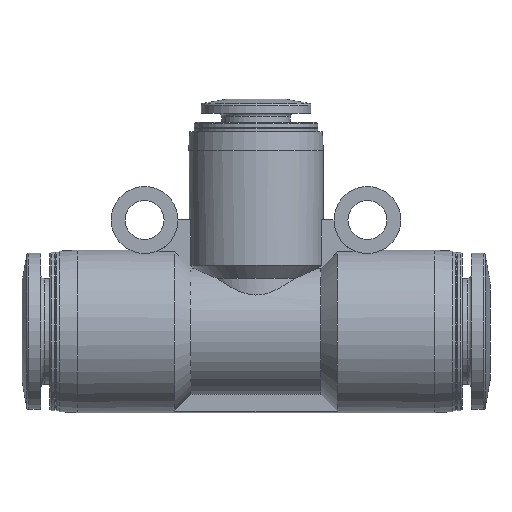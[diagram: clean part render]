
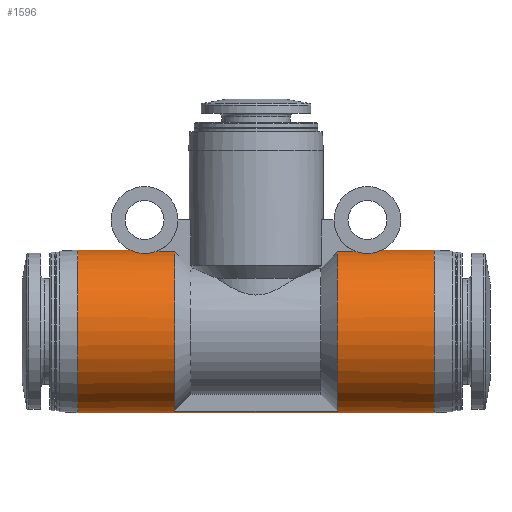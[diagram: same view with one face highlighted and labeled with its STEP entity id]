
A CAD part, front view. The second image highlights one B-rep face of the part: STEP entity #1596.
In plain terms, the highlighted cylindrical face has radius 8.75 mm (diameter 17.5 mm), a full revolution.
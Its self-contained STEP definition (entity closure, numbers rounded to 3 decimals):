
#62=LINE('',#2258,#84);
#66=LINE('',#2275,#88);
#69=LINE('',#2293,#91);
#70=LINE('',#2310,#92);
#74=LINE('',#2361,#96);
#75=LINE('',#2379,#97);
#84=VECTOR('',#1865,1000.);
#88=VECTOR('',#1875,1000.);
#91=VECTOR('',#1882,1000.);
#92=VECTOR('',#1885,1000.);
#96=VECTOR('',#1913,1000.);
#97=VECTOR('',#1916,1000.);
#115=B_SPLINE_CURVE_WITH_KNOTS('',3,(#2364,#2365,#2366,#2367,#2368,#2369,
#2370,#2371,#2372,#2373,#2374,#2375,#2376,#2377,#2378),.UNSPECIFIED.,.F.,
 .F.,(4,1,1,1,1,1,1,1,1,1,1,1,4),(0.002,0.002,
0.003,0.004,0.004,0.005,
0.006,0.008,0.009,0.009,
0.01,0.01,0.011),.UNSPECIFIED.);
#116=B_SPLINE_CURVE_WITH_KNOTS('',3,(#2380,#2381,#2382,#2383,#2384,#2385,
#2386,#2387,#2388,#2389,#2390,#2391,#2392,#2393,#2394),.UNSPECIFIED.,.F.,
 .F.,(4,1,1,1,1,1,1,1,1,1,1,1,4),(0.008,0.009,
0.009,0.01,0.011,0.012,
0.013,0.014,0.015,0.016,
0.016,0.017,0.017),.UNSPECIFIED.);
#122=CYLINDRICAL_SURFACE('',#1698,8.75);
#211=ORIENTED_EDGE('',*,*,#445,.F.);
#212=ORIENTED_EDGE('',*,*,#446,.F.);
#213=ORIENTED_EDGE('',*,*,#447,.T.);
#214=ORIENTED_EDGE('',*,*,#420,.T.);
#215=ORIENTED_EDGE('',*,*,#448,.F.);
#216=ORIENTED_EDGE('',*,*,#430,.F.);
#217=ORIENTED_EDGE('',*,*,#442,.T.);
#218=ORIENTED_EDGE('',*,*,#449,.T.);
#219=ORIENTED_EDGE('',*,*,#434,.F.);
#220=ORIENTED_EDGE('',*,*,#426,.F.);
#221=ORIENTED_EDGE('',*,*,#450,.F.);
#222=ORIENTED_EDGE('',*,*,#413,.T.);
#223=ORIENTED_EDGE('',*,*,#451,.F.);
#224=ORIENTED_EDGE('',*,*,#452,.T.);
#413=EDGE_CURVE('',#537,#536,#62,.T.);
#420=EDGE_CURVE('',#543,#542,#66,.T.);
#426=EDGE_CURVE('',#547,#548,#69,.T.);
#430=EDGE_CURVE('',#550,#551,#70,.T.);
#434=EDGE_CURVE('',#548,#552,#629,.T.);
#442=EDGE_CURVE('',#550,#557,#632,.T.);
#445=EDGE_CURVE('',#558,#536,#634,.T.);
#446=EDGE_CURVE('',#559,#558,#74,.T.);
#447=EDGE_CURVE('',#559,#543,#635,.T.);
#448=EDGE_CURVE('',#551,#542,#115,.T.);
#449=EDGE_CURVE('',#557,#552,#75,.T.);
#450=EDGE_CURVE('',#537,#547,#116,.T.);
#451=EDGE_CURVE('',#560,#560,#636,.T.);
#452=EDGE_CURVE('',#561,#561,#637,.T.);
#536=VERTEX_POINT('',#2257);
#537=VERTEX_POINT('',#2259);
#542=VERTEX_POINT('',#2274);
#543=VERTEX_POINT('',#2276);
#547=VERTEX_POINT('',#2292);
#548=VERTEX_POINT('',#2294);
#550=VERTEX_POINT('',#2309);
#551=VERTEX_POINT('',#2311);
#552=VERTEX_POINT('',#2319);
#557=VERTEX_POINT('',#2353);
#558=VERTEX_POINT('',#2360);
#559=VERTEX_POINT('',#2362);
#560=VERTEX_POINT('',#2396);
#561=VERTEX_POINT('',#2398);
#629=CIRCLE('',#1690,8.75);
#632=CIRCLE('',#1695,8.75);
#634=CIRCLE('',#1699,8.75);
#635=CIRCLE('',#1700,8.75);
#636=CIRCLE('',#1701,8.75);
#637=CIRCLE('',#1702,8.75);
#713=EDGE_LOOP('',(#211,#212,#213,#214,#215,#216,#217,#218,#219,#220,#221,
#222));
#714=EDGE_LOOP('',(#223));
#715=EDGE_LOOP('',(#224));
#861=FACE_BOUND('',#713,.T.);
#862=FACE_BOUND('',#714,.T.);
#863=FACE_BOUND('',#715,.T.);
#1596=ADVANCED_FACE('',(#861,#862,#863),#122,.T.);
#1690=AXIS2_PLACEMENT_3D('',#2320,#1891,#1892);
#1695=AXIS2_PLACEMENT_3D('',#2354,#1902,#1903);
#1698=AXIS2_PLACEMENT_3D('',#2358,#1909,#1910);
#1699=AXIS2_PLACEMENT_3D('',#2359,#1911,#1912);
#1700=AXIS2_PLACEMENT_3D('',#2363,#1914,#1915);
#1701=AXIS2_PLACEMENT_3D('',#2395,#1917,#1918);
#1702=AXIS2_PLACEMENT_3D('',#2397,#1919,#1920);
#1865=DIRECTION('',(1.,0.,0.));
#1875=DIRECTION('',(1.,0.,0.));
#1882=DIRECTION('',(1.,0.,0.));
#1885=DIRECTION('',(1.,0.,0.));
#1891=DIRECTION('',(1.,0.,0.));
#1892=DIRECTION('',(0.,0.,-1.));
#1902=DIRECTION('',(1.,0.,0.));
#1903=DIRECTION('',(0.,0.,-1.));
#1909=DIRECTION('',(1.,0.,0.));
#1910=DIRECTION('',(0.,0.,-1.));
#1911=DIRECTION('',(1.,0.,0.));
#1912=DIRECTION('',(0.,0.,-1.));
#1913=DIRECTION('',(-1.,0.,0.));
#1914=DIRECTION('',(1.,0.,0.));
#1915=DIRECTION('',(0.,0.,-1.));
#1916=DIRECTION('',(-1.,0.,0.));
#1917=DIRECTION('',(1.,0.,0.));
#1918=DIRECTION('',(0.,0.,-1.));
#1919=DIRECTION('',(1.,0.,0.));
#1920=DIRECTION('',(0.,0.,-1.));
#2257=CARTESIAN_POINT('',(-8.75,1.75,8.573));
#2258=CARTESIAN_POINT('',(25.2,1.75,8.573));
#2259=CARTESIAN_POINT('',(-10.897,1.75,8.573));
#2274=CARTESIAN_POINT('',(10.897,1.75,8.573));
#2275=CARTESIAN_POINT('',(25.2,1.75,8.573));
#2276=CARTESIAN_POINT('',(8.75,1.75,8.573));
#2292=CARTESIAN_POINT('',(-10.897,-1.75,8.573));
#2293=CARTESIAN_POINT('',(25.2,-1.75,8.573));
#2294=CARTESIAN_POINT('',(-8.75,-1.75,8.573));
#2309=CARTESIAN_POINT('',(8.75,-1.75,8.573));
#2310=CARTESIAN_POINT('',(25.2,-1.75,8.573));
#2311=CARTESIAN_POINT('',(10.897,-1.75,8.573));
#2319=CARTESIAN_POINT('',(-8.75,-1.75,-8.573));
#2320=CARTESIAN_POINT('',(-8.75,0.,0.));
#2353=CARTESIAN_POINT('',(8.75,-1.75,-8.573));
#2354=CARTESIAN_POINT('',(8.75,0.,0.));
#2358=CARTESIAN_POINT('',(25.2,0.,0.));
#2359=CARTESIAN_POINT('',(-8.75,0.,0.));
#2360=CARTESIAN_POINT('',(-8.75,1.75,-8.573));
#2361=CARTESIAN_POINT('',(8.75,1.75,-8.573));
#2362=CARTESIAN_POINT('',(8.75,1.75,-8.573));
#2363=CARTESIAN_POINT('',(8.75,0.,0.));
#2364=CARTESIAN_POINT('',(10.897,-1.75,8.573));
#2365=CARTESIAN_POINT('',(10.998,-1.91,8.541));
#2366=CARTESIAN_POINT('',(11.242,-2.203,8.471));
#2367=CARTESIAN_POINT('',(11.763,-2.478,8.392));
#2368=CARTESIAN_POINT('',(12.364,-2.441,8.403));
#2369=CARTESIAN_POINT('',(13.012,-2.007,8.525));
#2370=CARTESIAN_POINT('',(13.449,-1.139,8.7));
#2371=CARTESIAN_POINT('',(13.599,0.001,8.775));
#2372=CARTESIAN_POINT('',(13.448,1.143,8.7));
#2373=CARTESIAN_POINT('',(13.012,2.008,8.524));
#2374=CARTESIAN_POINT('',(12.361,2.441,8.403));
#2375=CARTESIAN_POINT('',(11.763,2.478,8.392));
#2376=CARTESIAN_POINT('',(11.241,2.202,8.471));
#2377=CARTESIAN_POINT('',(10.997,1.909,8.541));
#2378=CARTESIAN_POINT('',(10.897,1.75,8.573));
#2379=CARTESIAN_POINT('',(8.75,-1.75,-8.573));
#2380=CARTESIAN_POINT('',(-10.897,1.75,8.573));
#2381=CARTESIAN_POINT('',(-10.998,1.91,8.541));
#2382=CARTESIAN_POINT('',(-11.241,2.202,8.471));
#2383=CARTESIAN_POINT('',(-11.761,2.478,8.392));
#2384=CARTESIAN_POINT('',(-12.362,2.441,8.403));
#2385=CARTESIAN_POINT('',(-13.01,2.009,8.524));
#2386=CARTESIAN_POINT('',(-13.448,1.143,8.7));
#2387=CARTESIAN_POINT('',(-13.599,0.003,8.775));
#2388=CARTESIAN_POINT('',(-13.448,-1.142,8.7));
#2389=CARTESIAN_POINT('',(-13.013,-2.007,8.525));
#2390=CARTESIAN_POINT('',(-12.362,-2.441,8.403));
#2391=CARTESIAN_POINT('',(-11.764,-2.478,8.392));
#2392=CARTESIAN_POINT('',(-11.241,-2.202,8.471));
#2393=CARTESIAN_POINT('',(-10.997,-1.909,8.541));
#2394=CARTESIAN_POINT('',(-10.897,-1.75,8.573));
#2395=CARTESIAN_POINT('',(19.2,0.,0.));
#2396=CARTESIAN_POINT('',(19.2,0.,-8.75));
#2397=CARTESIAN_POINT('',(-19.2,0.,0.));
#2398=CARTESIAN_POINT('',(-19.2,0.,-8.75));
